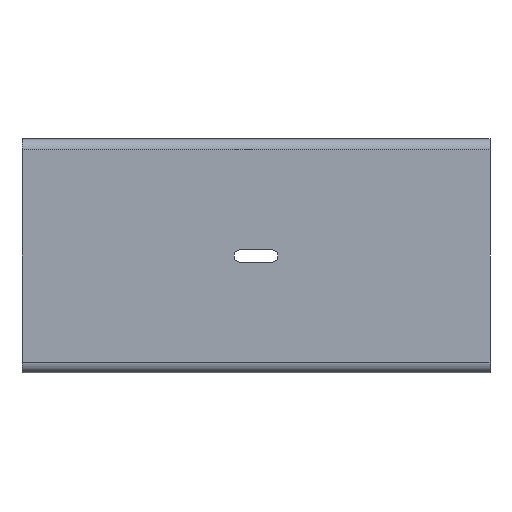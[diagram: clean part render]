
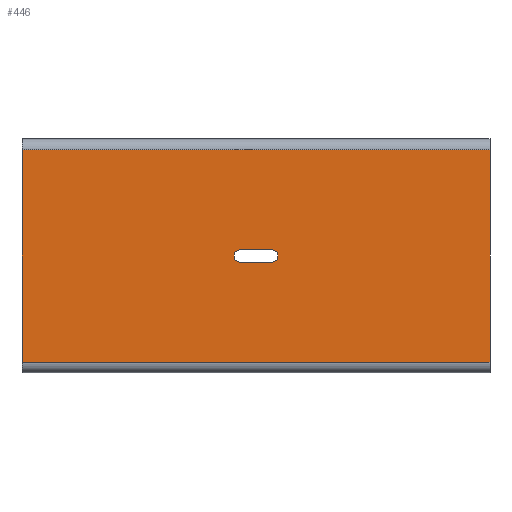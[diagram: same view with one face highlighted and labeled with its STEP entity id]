
A CAD part, left-side view. The second image highlights one B-rep face of the part: STEP entity #446.
In plain terms, the highlighted planar face has unit normal (-1, 0, 0).
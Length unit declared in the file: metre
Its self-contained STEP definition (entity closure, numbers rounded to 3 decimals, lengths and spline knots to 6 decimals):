
#21=CIRCLE('',#485,0.004);
#23=CIRCLE('',#489,0.004);
#68=ORIENTED_EDGE('',*,*,#181,.T.);
#69=ORIENTED_EDGE('',*,*,#183,.T.);
#70=ORIENTED_EDGE('',*,*,#175,.T.);
#71=ORIENTED_EDGE('',*,*,#178,.F.);
#72=ORIENTED_EDGE('',*,*,#171,.F.);
#73=ORIENTED_EDGE('',*,*,#184,.F.);
#74=ORIENTED_EDGE('',*,*,#167,.T.);
#75=ORIENTED_EDGE('',*,*,#185,.T.);
#167=EDGE_CURVE('',#225,#227,#263,.T.);
#171=EDGE_CURVE('',#231,#229,#267,.T.);
#175=EDGE_CURVE('',#233,#235,#21,.F.);
#178=EDGE_CURVE('',#237,#235,#272,.T.);
#181=EDGE_CURVE('',#237,#239,#23,.F.);
#183=EDGE_CURVE('',#239,#233,#275,.T.);
#184=EDGE_CURVE('',#225,#231,#276,.F.);
#185=EDGE_CURVE('',#227,#229,#277,.T.);
#225=VERTEX_POINT('',#663);
#227=VERTEX_POINT('',#667);
#229=VERTEX_POINT('',#672);
#231=VERTEX_POINT('',#676);
#233=VERTEX_POINT('',#681);
#235=VERTEX_POINT('',#685);
#237=VERTEX_POINT('',#691);
#239=VERTEX_POINT('',#697);
#263=LINE('',#668,#307);
#267=LINE('',#677,#311);
#272=LINE('',#692,#316);
#275=LINE('',#701,#319);
#276=LINE('',#703,#320);
#277=LINE('',#704,#321);
#307=VECTOR('',#532,1.);
#311=VECTOR('',#538,1.);
#316=VECTOR('',#551,1.);
#319=VECTOR('',#562,1.);
#320=VECTOR('',#565,1.);
#321=VECTOR('',#566,1.);
#354=EDGE_LOOP('',(#68,#69,#70,#71));
#355=EDGE_LOOP('',(#72,#73,#74,#75));
#390=FACE_BOUND('',#354,.T.);
#391=FACE_BOUND('',#355,.T.);
#424=PLANE('',#491);
#446=ADVANCED_FACE('',(#390,#391),#424,.T.);
#485=AXIS2_PLACEMENT_3D('',#686,#545,#546);
#489=AXIS2_PLACEMENT_3D('',#698,#557,#558);
#491=AXIS2_PLACEMENT_3D('',#702,#563,#564);
#532=DIRECTION('',(0.,0.,-1.));
#538=DIRECTION('',(0.,0.,-1.));
#545=DIRECTION('',(-1.,0.,0.));
#546=DIRECTION('',(0.,0.,1.));
#551=DIRECTION('',(0.,-1.,0.));
#557=DIRECTION('',(-1.,0.,0.));
#558=DIRECTION('',(0.,0.,1.));
#562=DIRECTION('',(0.,-1.,0.));
#563=DIRECTION('',(-1.,0.,0.));
#564=DIRECTION('',(0.,0.,1.));
#565=DIRECTION('',(0.,1.,0.));
#566=DIRECTION('',(0.,-1.,0.));
#663=CARTESIAN_POINT('',(0.,0.,0.143));
#667=CARTESIAN_POINT('',(0.,0.,0.007));
#668=CARTESIAN_POINT('',(0.,0.,0.05));
#672=CARTESIAN_POINT('',(0.,-0.3,0.007));
#676=CARTESIAN_POINT('',(0.,-0.3,0.143));
#677=CARTESIAN_POINT('',(0.,-0.3,0.05));
#681=CARTESIAN_POINT('',(0.,-0.16,0.079));
#685=CARTESIAN_POINT('',(0.,-0.16,0.071));
#686=CARTESIAN_POINT('',(0.,-0.16,0.075));
#691=CARTESIAN_POINT('',(0.,-0.14,0.071));
#692=CARTESIAN_POINT('',(0.,0.,0.071));
#697=CARTESIAN_POINT('',(0.,-0.14,0.079));
#698=CARTESIAN_POINT('',(0.,-0.14,0.075));
#701=CARTESIAN_POINT('',(0.,0.,0.079));
#702=CARTESIAN_POINT('',(0.,0.,0.05));
#703=CARTESIAN_POINT('',(0.,0.,0.143));
#704=CARTESIAN_POINT('',(0.,0.,0.007));
